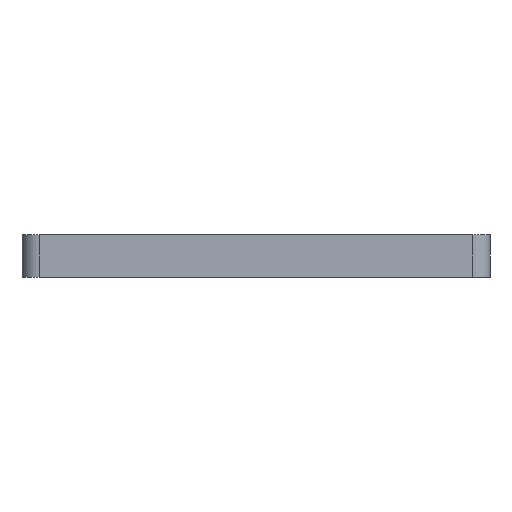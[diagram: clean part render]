
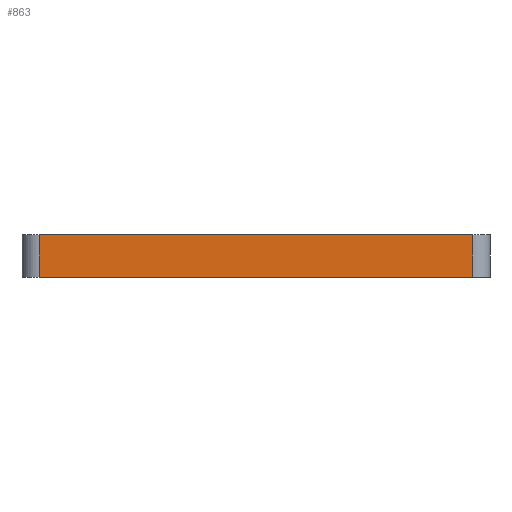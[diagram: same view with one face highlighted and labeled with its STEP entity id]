
A CAD part, left-side view. The second image highlights one B-rep face of the part: STEP entity #863.
In plain terms, the highlighted planar face has unit normal (-1, 0, 0).
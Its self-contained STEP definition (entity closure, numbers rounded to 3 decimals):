
#2 = CARTESIAN_POINT ( 'NONE',  ( 0., 53., 0. ) ) ;
#22 = VECTOR ( 'NONE', #369, 1000. ) ;
#33 = DIRECTION ( 'NONE',  ( 0., 0., -1. ) ) ;
#53 = VECTOR ( 'NONE', #445, 1000. ) ;
#82 = EDGE_CURVE ( 'NONE', #273, #792, #169, .T. ) ;
#101 = CARTESIAN_POINT ( 'NONE',  ( 0., 2., 5. ) ) ;
#114 = LINE ( 'NONE', #877, #53 ) ;
#149 = AXIS2_PLACEMENT_3D ( 'NONE', #467, #463, #888 ) ;
#150 = FACE_OUTER_BOUND ( 'NONE', #526, .T. ) ;
#169 = LINE ( 'NONE', #2, #534 ) ;
#181 = LINE ( 'NONE', #780, #22 ) ;
#230 = ORIENTED_EDGE ( 'NONE', *, *, #366, .F. ) ;
#248 = EDGE_CURVE ( 'NONE', #849, #558, #181, .T. ) ;
#267 = CARTESIAN_POINT ( 'NONE',  ( 0., 2., 0. ) ) ;
#273 = VERTEX_POINT ( 'NONE', #674 ) ;
#299 = ORIENTED_EDGE ( 'NONE', *, *, #248, .F. ) ;
#356 = EDGE_CURVE ( 'NONE', #849, #273, #114, .T. ) ;
#363 = ORIENTED_EDGE ( 'NONE', *, *, #356, .T. ) ;
#366 = EDGE_CURVE ( 'NONE', #558, #792, #428, .T. ) ;
#369 = DIRECTION ( 'NONE',  ( 0., -1., 0. ) ) ;
#428 = LINE ( 'NONE', #101, #744 ) ;
#445 = DIRECTION ( 'NONE',  ( 0., 0., -1. ) ) ;
#463 = DIRECTION ( 'NONE',  ( 1., 0., 0. ) ) ;
#467 = CARTESIAN_POINT ( 'NONE',  ( 0., 53., 5. ) ) ;
#526 = EDGE_LOOP ( 'NONE', ( #658, #230, #299, #363 ) ) ;
#531 = PLANE ( 'NONE',  #149 ) ;
#534 = VECTOR ( 'NONE', #628, 1000. ) ;
#558 = VERTEX_POINT ( 'NONE', #892 ) ;
#628 = DIRECTION ( 'NONE',  ( 0., -1., 0. ) ) ;
#658 = ORIENTED_EDGE ( 'NONE', *, *, #82, .T. ) ;
#674 = CARTESIAN_POINT ( 'NONE',  ( 0., 53., 0. ) ) ;
#681 = CARTESIAN_POINT ( 'NONE',  ( 0., 53., 5. ) ) ;
#744 = VECTOR ( 'NONE', #33, 1000. ) ;
#780 = CARTESIAN_POINT ( 'NONE',  ( 0., 53., 5. ) ) ;
#792 = VERTEX_POINT ( 'NONE', #267 ) ;
#849 = VERTEX_POINT ( 'NONE', #681 ) ;
#863 = ADVANCED_FACE ( 'NONE', ( #150 ), #531, .F. ) ;
#877 = CARTESIAN_POINT ( 'NONE',  ( 0., 53., 5. ) ) ;
#888 = DIRECTION ( 'NONE',  ( 0., 1., 0. ) ) ;
#892 = CARTESIAN_POINT ( 'NONE',  ( 0., 2., 5. ) ) ;
